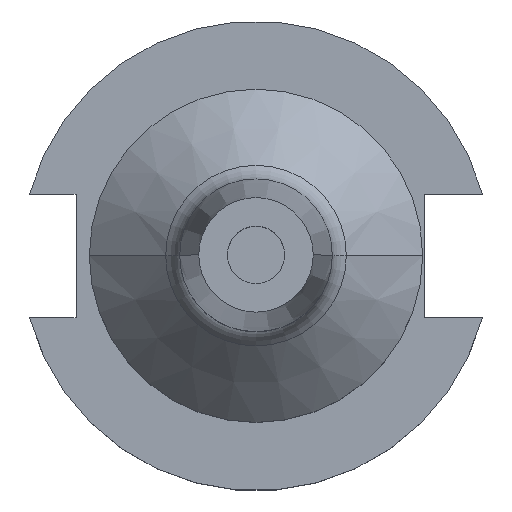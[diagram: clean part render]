
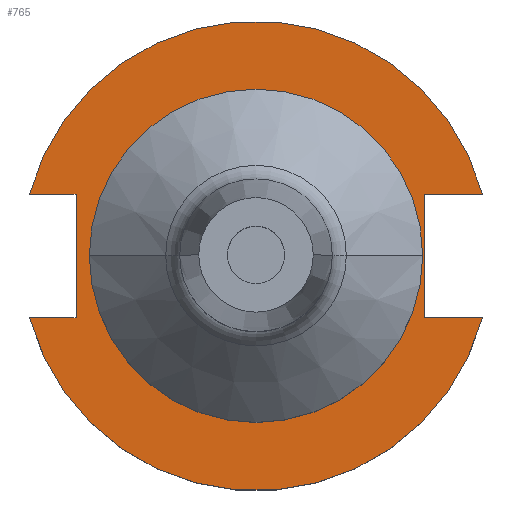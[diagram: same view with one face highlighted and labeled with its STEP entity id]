
A CAD part, top view. The second image highlights one B-rep face of the part: STEP entity #765.
In plain terms, the highlighted planar face has unit normal (0, 0, 1).
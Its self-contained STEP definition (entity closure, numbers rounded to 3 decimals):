
#29 = DIRECTION ( 'NONE',  ( 1., 0., 0. ) ) ;
#36 = DIRECTION ( 'NONE',  ( 0., 0., 1. ) ) ;
#39 = CARTESIAN_POINT ( 'NONE',  ( -63.719, 12.954, 19.05 ) ) ;
#75 = CARTESIAN_POINT ( 'NONE',  ( 35.306, 12.954, 19.05 ) ) ;
#77 = VECTOR ( 'NONE', #1683, 1000. ) ;
#81 = VERTEX_POINT ( 'NONE', #406 ) ;
#138 = CARTESIAN_POINT ( 'NONE',  ( 35.306, -12.954, 19.05 ) ) ;
#141 = VERTEX_POINT ( 'NONE', #700 ) ;
#161 = LINE ( 'NONE', #586, #1380 ) ;
#283 = DIRECTION ( 'NONE',  ( -1., 0., 0. ) ) ;
#287 = VERTEX_POINT ( 'NONE', #1641 ) ;
#295 = EDGE_LOOP ( 'NONE', ( #747, #1597 ) ) ;
#322 = VERTEX_POINT ( 'NONE', #1501 ) ;
#324 = EDGE_CURVE ( 'NONE', #1623, #81, #1130, .T. ) ;
#406 = CARTESIAN_POINT ( 'NONE',  ( 47.477, -12.954, 19.05 ) ) ;
#422 = ORIENTED_EDGE ( 'NONE', *, *, #1541, .T. ) ;
#426 = DIRECTION ( 'NONE',  ( 0., 0., 1. ) ) ;
#453 = EDGE_CURVE ( 'NONE', #141, #1217, #1322, .T. ) ;
#457 = EDGE_CURVE ( 'NONE', #848, #322, #965, .T. ) ;
#462 = ORIENTED_EDGE ( 'NONE', *, *, #1262, .F. ) ;
#550 = DIRECTION ( 'NONE',  ( 1., 0., 0. ) ) ;
#574 = AXIS2_PLACEMENT_3D ( 'NONE', #1237, #426, #1379 ) ;
#577 = DIRECTION ( 'NONE',  ( 1., 0., 0. ) ) ;
#580 = CARTESIAN_POINT ( 'NONE',  ( 0., 49.212, 19.05 ) ) ;
#581 = CARTESIAN_POINT ( 'NONE',  ( -63.719, -12.954, 19.05 ) ) ;
#586 = CARTESIAN_POINT ( 'NONE',  ( -37.719, 12.954, 19.05 ) ) ;
#627 = CARTESIAN_POINT ( 'NONE',  ( 47.477, 12.954, 19.05 ) ) ;
#630 = AXIS2_PLACEMENT_3D ( 'NONE', #580, #36, #1393 ) ;
#632 = ORIENTED_EDGE ( 'NONE', *, *, #324, .F. ) ;
#664 = VERTEX_POINT ( 'NONE', #1290 ) ;
#666 = CARTESIAN_POINT ( 'NONE',  ( 0., 0., 19.05 ) ) ;
#700 = CARTESIAN_POINT ( 'NONE',  ( 34.925, 0., 19.05 ) ) ;
#701 = CARTESIAN_POINT ( 'NONE',  ( -34.925, 0., 19.05 ) ) ;
#705 = CIRCLE ( 'NONE', #758, 49.212 ) ;
#709 = CARTESIAN_POINT ( 'NONE',  ( 0., 0., 19.05 ) ) ;
#710 = ORIENTED_EDGE ( 'NONE', *, *, #968, .F. ) ;
#718 = VECTOR ( 'NONE', #550, 1000. ) ;
#747 = ORIENTED_EDGE ( 'NONE', *, *, #453, .F. ) ;
#758 = AXIS2_PLACEMENT_3D ( 'NONE', #666, #1625, #811 ) ;
#765 = ADVANCED_FACE ( 'NONE', ( #1094, #1014 ), #1679, .T. ) ;
#786 = EDGE_LOOP ( 'NONE', ( #422, #632, #710, #1392, #1584, #958, #1017, #462 ) ) ;
#789 = LINE ( 'NONE', #1265, #77 ) ;
#811 = DIRECTION ( 'NONE',  ( 1., 0., 0. ) ) ;
#813 = VERTEX_POINT ( 'NONE', #627 ) ;
#845 = DIRECTION ( 'NONE',  ( 0., 0., 1. ) ) ;
#848 = VERTEX_POINT ( 'NONE', #1561 ) ;
#854 = EDGE_CURVE ( 'NONE', #813, #1451, #1289, .T. ) ;
#866 = DIRECTION ( 'NONE',  ( 0., 1., 0. ) ) ;
#911 = EDGE_CURVE ( 'NONE', #1217, #141, #1601, .T. ) ;
#929 = VECTOR ( 'NONE', #283, 1000. ) ;
#958 = ORIENTED_EDGE ( 'NONE', *, *, #457, .F. ) ;
#965 = LINE ( 'NONE', #39, #1638 ) ;
#968 = EDGE_CURVE ( 'NONE', #1451, #1623, #789, .T. ) ;
#981 = VECTOR ( 'NONE', #1680, 1000. ) ;
#993 = CIRCLE ( 'NONE', #574, 49.212 ) ;
#1014 = FACE_OUTER_BOUND ( 'NONE', #786, .T. ) ;
#1017 = ORIENTED_EDGE ( 'NONE', *, *, #1095, .F. ) ;
#1094 = FACE_BOUND ( 'NONE', #295, .T. ) ;
#1095 = EDGE_CURVE ( 'NONE', #664, #848, #161, .T. ) ;
#1130 = LINE ( 'NONE', #138, #718 ) ;
#1131 = CARTESIAN_POINT ( 'NONE',  ( 35.306, -12.954, 19.05 ) ) ;
#1217 = VERTEX_POINT ( 'NONE', #701 ) ;
#1224 = AXIS2_PLACEMENT_3D ( 'NONE', #709, #1530, #577 ) ;
#1237 = CARTESIAN_POINT ( 'NONE',  ( 0., 0., 19.05 ) ) ;
#1262 = EDGE_CURVE ( 'NONE', #287, #664, #1339, .T. ) ;
#1265 = CARTESIAN_POINT ( 'NONE',  ( 35.306, 12.954, 19.05 ) ) ;
#1275 = AXIS2_PLACEMENT_3D ( 'NONE', #1667, #845, #29 ) ;
#1289 = LINE ( 'NONE', #75, #929 ) ;
#1290 = CARTESIAN_POINT ( 'NONE',  ( -37.719, -12.954, 19.05 ) ) ;
#1322 = CIRCLE ( 'NONE', #1224, 34.925 ) ;
#1339 = LINE ( 'NONE', #581, #981 ) ;
#1379 = DIRECTION ( 'NONE',  ( 1., 0., 0. ) ) ;
#1380 = VECTOR ( 'NONE', #866, 1000. ) ;
#1392 = ORIENTED_EDGE ( 'NONE', *, *, #854, .F. ) ;
#1393 = DIRECTION ( 'NONE',  ( 1., 0., 0. ) ) ;
#1451 = VERTEX_POINT ( 'NONE', #1473 ) ;
#1473 = CARTESIAN_POINT ( 'NONE',  ( 35.306, 12.954, 19.05 ) ) ;
#1493 = EDGE_CURVE ( 'NONE', #813, #322, #705, .T. ) ;
#1501 = CARTESIAN_POINT ( 'NONE',  ( -47.477, 12.954, 19.05 ) ) ;
#1530 = DIRECTION ( 'NONE',  ( 0., 0., 1. ) ) ;
#1541 = EDGE_CURVE ( 'NONE', #287, #81, #993, .T. ) ;
#1561 = CARTESIAN_POINT ( 'NONE',  ( -37.719, 12.954, 19.05 ) ) ;
#1584 = ORIENTED_EDGE ( 'NONE', *, *, #1493, .T. ) ;
#1597 = ORIENTED_EDGE ( 'NONE', *, *, #911, .F. ) ;
#1601 = CIRCLE ( 'NONE', #1275, 34.925 ) ;
#1623 = VERTEX_POINT ( 'NONE', #1131 ) ;
#1625 = DIRECTION ( 'NONE',  ( 0., 0., 1. ) ) ;
#1638 = VECTOR ( 'NONE', #1674, 1000. ) ;
#1641 = CARTESIAN_POINT ( 'NONE',  ( -47.477, -12.954, 19.05 ) ) ;
#1667 = CARTESIAN_POINT ( 'NONE',  ( 0., 0., 19.05 ) ) ;
#1674 = DIRECTION ( 'NONE',  ( -1., 0., 0. ) ) ;
#1679 = PLANE ( 'NONE',  #630 ) ;
#1680 = DIRECTION ( 'NONE',  ( 1., 0., 0. ) ) ;
#1683 = DIRECTION ( 'NONE',  ( 0., -1., 0. ) ) ;
